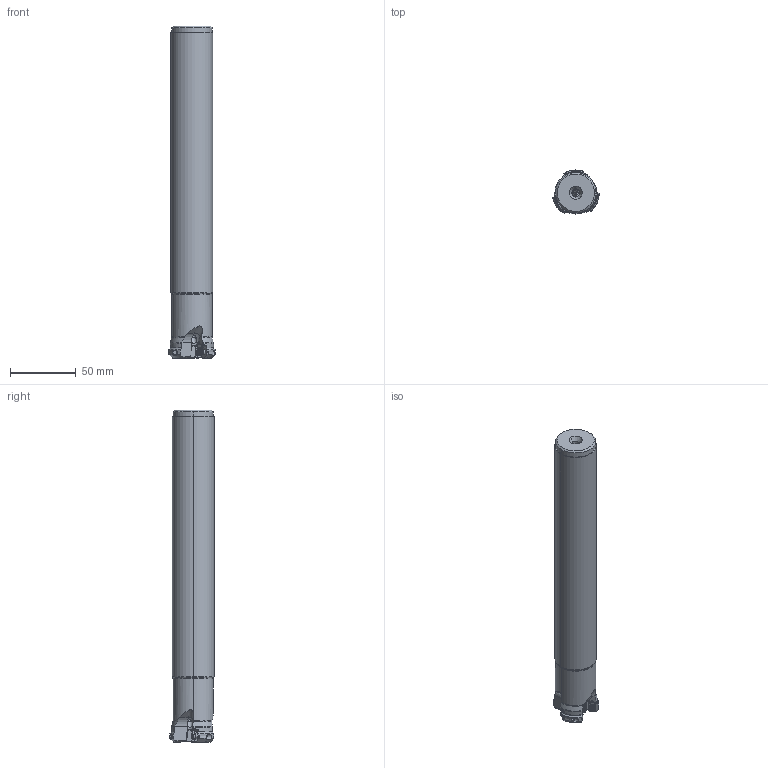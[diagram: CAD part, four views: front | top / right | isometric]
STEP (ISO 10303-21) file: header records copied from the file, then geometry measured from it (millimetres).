
FILE_DESCRIPTION(/* description */ (''),/* implementation_level */ '2;1');
FILE_NAME(/* name */ 'ARP6UPR2403SA20L.stp',/* time_stamp */ '2017-10-10T11:45:51+09:00',/* author */ (''),/* organization */ (''),/* preprocessor_version */ 'ST-DEVELOPER v16',/* originating_system */ 'SIEMENS PLM Software NX 10.0',/* authorisation */ '');
FILE_SCHEMA (('AUTOMOTIVE_DESIGN { 1 0 10303 214 3 1 1 1 }'));
Length unit declared in the file: millimetre
Products named in the file (1): ARP6UPR2403SA20L_ASM
Bounding box: 35.32 x 33.66 x 252.88 mm (x, y, z)
Volume: 186439.1 mm3; surface area: 32327.9 mm2
Topology: 4 solids, 4 shells, 416 faces, 1112 edges, 706 vertices
Faces by surface type: cylinder 145, plane 96, cone 62, torus 56, bspline 30, sphere 15, extrusion 12
Entity records: 20475 total; most frequent: CARTESIAN_POINT 10477, ORIENTED_EDGE 2204, DIRECTION 1905, EDGE_CURVE 1102, AXIS2_PLACEMENT_3D 780, VERTEX_POINT 706, EDGE_LOOP 440, ADVANCED_FACE 416
